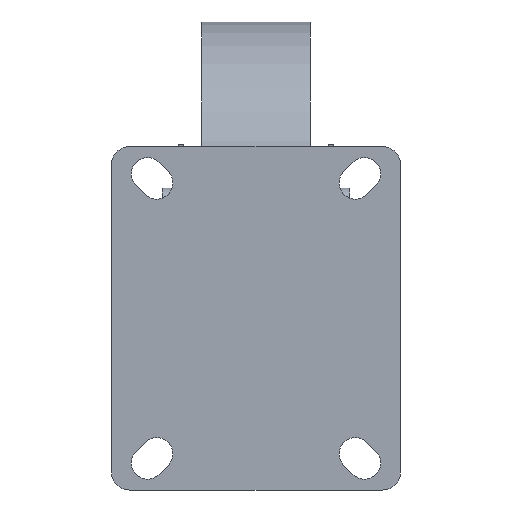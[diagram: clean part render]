
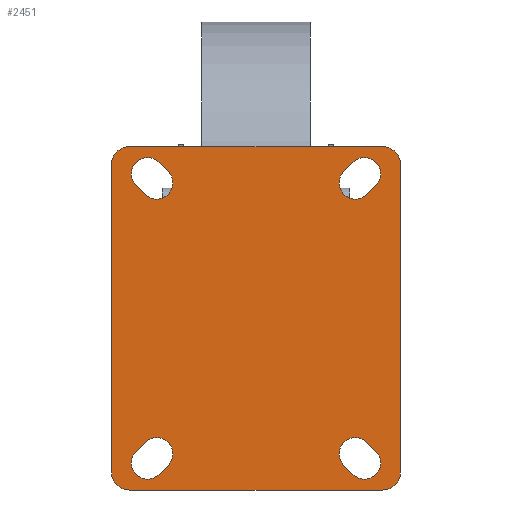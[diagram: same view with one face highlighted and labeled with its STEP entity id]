
A CAD part, front view. The second image highlights one B-rep face of the part: STEP entity #2451.
In plain terms, the highlighted planar face has unit normal (0, -1, 0).
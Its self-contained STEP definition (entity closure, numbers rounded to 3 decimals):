
#1150=CARTESIAN_POINT('',(30.,-2.,40.));
#1151=DIRECTION('',(0.,-1.,0.));
#1152=DIRECTION('',(0.707,0.,-0.707));
#1153=AXIS2_PLACEMENT_3D('',#1150,#1151,#1152);
#1158=DIRECTION('',(-0.707,0.,-0.707));
#1159=VECTOR('',#1158,3.536);
#1160=CARTESIAN_POINT('',(26.818,-2.,43.182));
#1161=LINE('',#1160,#1159);
#1165=CARTESIAN_POINT('',(27.5,-2.,37.5));
#1166=DIRECTION('',(0.,-1.,0.));
#1167=DIRECTION('',(-0.707,0.,0.707));
#1168=AXIS2_PLACEMENT_3D('',#1165,#1166,#1167);
#1173=DIRECTION('',(0.707,0.,0.707));
#1174=VECTOR('',#1173,3.536);
#1175=CARTESIAN_POINT('',(30.682,-2.,34.318));
#1176=LINE('',#1175,#1174);
#1180=CARTESIAN_POINT('',(-30.,-2.,40.));
#1181=DIRECTION('',(0.,-1.,0.));
#1182=DIRECTION('',(0.707,0.,0.707));
#1183=AXIS2_PLACEMENT_3D('',#1180,#1181,#1182);
#1188=DIRECTION('',(0.707,0.,-0.707));
#1189=VECTOR('',#1188,3.536);
#1190=CARTESIAN_POINT('',(-33.182,-2.,36.818));
#1191=LINE('',#1190,#1189);
#1195=CARTESIAN_POINT('',(-27.5,-2.,37.5));
#1196=DIRECTION('',(0.,-1.,0.));
#1197=DIRECTION('',(-0.707,0.,-0.707));
#1198=AXIS2_PLACEMENT_3D('',#1195,#1196,#1197);
#1203=DIRECTION('',(-0.707,0.,0.707));
#1204=VECTOR('',#1203,3.536);
#1205=CARTESIAN_POINT('',(-24.318,-2.,40.682));
#1206=LINE('',#1205,#1204);
#1210=DIRECTION('',(-0.707,0.,-0.707));
#1211=VECTOR('',#1210,3.536);
#1212=CARTESIAN_POINT('',(-30.682,-2.,-34.318));
#1213=LINE('',#1212,#1211);
#1217=CARTESIAN_POINT('',(-30.,-2.,-40.));
#1218=DIRECTION('',(0.,-1.,0.));
#1219=DIRECTION('',(-0.707,0.,0.707));
#1220=AXIS2_PLACEMENT_3D('',#1217,#1218,#1219);
#1225=DIRECTION('',(0.707,0.,0.707));
#1226=VECTOR('',#1225,3.536);
#1227=CARTESIAN_POINT('',(-26.818,-2.,-43.182));
#1228=LINE('',#1227,#1226);
#1232=CARTESIAN_POINT('',(-27.5,-2.,-37.5));
#1233=DIRECTION('',(0.,-1.,0.));
#1234=DIRECTION('',(0.707,0.,-0.707));
#1235=AXIS2_PLACEMENT_3D('',#1232,#1233,#1234);
#1240=CARTESIAN_POINT('',(30.,-2.,-40.));
#1241=DIRECTION('',(0.,-1.,0.));
#1242=DIRECTION('',(-0.707,0.,-0.707));
#1243=AXIS2_PLACEMENT_3D('',#1240,#1241,#1242);
#1248=DIRECTION('',(-0.707,0.,0.707));
#1249=VECTOR('',#1248,3.536);
#1250=CARTESIAN_POINT('',(33.182,-2.,-36.818));
#1251=LINE('',#1250,#1249);
#1255=CARTESIAN_POINT('',(27.5,-2.,-37.5));
#1256=DIRECTION('',(0.,-1.,0.));
#1257=DIRECTION('',(0.707,0.,0.707));
#1258=AXIS2_PLACEMENT_3D('',#1255,#1256,#1257);
#1263=DIRECTION('',(0.707,0.,-0.707));
#1264=VECTOR('',#1263,3.536);
#1265=CARTESIAN_POINT('',(24.318,-2.,-40.682));
#1266=LINE('',#1265,#1264);
#1270=CARTESIAN_POINT('',(35.,-2.,42.5));
#1271=DIRECTION('',(0.,-1.,0.));
#1272=DIRECTION('',(1.,0.,0.));
#1273=AXIS2_PLACEMENT_3D('',#1270,#1271,#1272);
#1278=DIRECTION('',(0.,0.,1.));
#1279=VECTOR('',#1278,85.);
#1280=CARTESIAN_POINT('',(40.,-2.,-42.5));
#1281=LINE('',#1280,#1279);
#1285=CARTESIAN_POINT('',(35.,-2.,-42.5));
#1286=DIRECTION('',(0.,-1.,0.));
#1287=DIRECTION('',(0.,0.,-1.));
#1288=AXIS2_PLACEMENT_3D('',#1285,#1286,#1287);
#1293=DIRECTION('',(1.,0.,0.));
#1294=VECTOR('',#1293,70.);
#1295=CARTESIAN_POINT('',(-35.,-2.,-47.5));
#1296=LINE('',#1295,#1294);
#1300=CARTESIAN_POINT('',(-35.,-2.,-42.5));
#1301=DIRECTION('',(0.,-1.,0.));
#1302=DIRECTION('',(-1.,0.,0.));
#1303=AXIS2_PLACEMENT_3D('',#1300,#1301,#1302);
#1308=DIRECTION('',(0.,0.,-1.));
#1309=VECTOR('',#1308,85.);
#1310=CARTESIAN_POINT('',(-40.,-2.,42.5));
#1311=LINE('',#1310,#1309);
#1315=CARTESIAN_POINT('',(-35.,-2.,42.5));
#1316=DIRECTION('',(0.,-1.,0.));
#1317=DIRECTION('',(0.,0.,1.));
#1318=AXIS2_PLACEMENT_3D('',#1315,#1316,#1317);
#1323=DIRECTION('',(-1.,0.,0.));
#1324=VECTOR('',#1323,70.);
#1325=CARTESIAN_POINT('',(35.,-2.,47.5));
#1326=LINE('',#1325,#1324);
#1583=CARTESIAN_POINT('',(40.,-2.,42.5));
#1584=VERTEX_POINT('',#1583);
#1585=CARTESIAN_POINT('',(35.,-2.,47.5));
#1586=VERTEX_POINT('',#1585);
#1591=CARTESIAN_POINT('',(-35.,-2.,47.5));
#1592=VERTEX_POINT('',#1591);
#1593=CARTESIAN_POINT('',(-40.,-2.,42.5));
#1594=VERTEX_POINT('',#1593);
#1599=CARTESIAN_POINT('',(-40.,-2.,-42.5));
#1600=VERTEX_POINT('',#1599);
#1601=CARTESIAN_POINT('',(-35.,-2.,-47.5));
#1602=VERTEX_POINT('',#1601);
#1607=CARTESIAN_POINT('',(35.,-2.,-47.5));
#1608=VERTEX_POINT('',#1607);
#1609=CARTESIAN_POINT('',(40.,-2.,-42.5));
#1610=VERTEX_POINT('',#1609);
#1611=CARTESIAN_POINT('',(33.182,-2.,36.818));
#1612=CARTESIAN_POINT('',(26.818,-2.,43.182));
#1613=VERTEX_POINT('',#1611);
#1614=VERTEX_POINT('',#1612);
#1615=CARTESIAN_POINT('',(24.318,-2.,40.682));
#1616=VERTEX_POINT('',#1615);
#1617=CARTESIAN_POINT('',(30.682,-2.,34.318));
#1618=VERTEX_POINT('',#1617);
#1619=CARTESIAN_POINT('',(-26.818,-2.,43.182));
#1620=CARTESIAN_POINT('',(-33.182,-2.,36.818));
#1621=VERTEX_POINT('',#1619);
#1622=VERTEX_POINT('',#1620);
#1623=CARTESIAN_POINT('',(-30.682,-2.,34.318));
#1624=VERTEX_POINT('',#1623);
#1625=CARTESIAN_POINT('',(-24.318,-2.,40.682));
#1626=VERTEX_POINT('',#1625);
#1627=CARTESIAN_POINT('',(-30.682,-2.,-34.318));
#1628=CARTESIAN_POINT('',(-33.182,-2.,-36.818));
#1629=VERTEX_POINT('',#1627);
#1630=VERTEX_POINT('',#1628);
#1631=CARTESIAN_POINT('',(-26.818,-2.,-43.182));
#1632=VERTEX_POINT('',#1631);
#1633=CARTESIAN_POINT('',(-24.318,-2.,-40.682));
#1634=VERTEX_POINT('',#1633);
#1635=CARTESIAN_POINT('',(26.818,-2.,-43.182));
#1636=CARTESIAN_POINT('',(33.182,-2.,-36.818));
#1637=VERTEX_POINT('',#1635);
#1638=VERTEX_POINT('',#1636);
#1639=CARTESIAN_POINT('',(30.682,-2.,-34.318));
#1640=VERTEX_POINT('',#1639);
#1641=CARTESIAN_POINT('',(24.318,-2.,-40.682));
#1642=VERTEX_POINT('',#1641);
#2389=CARTESIAN_POINT('',(0.,-2.,0.));
#2390=DIRECTION('',(0.,1.,0.));
#2391=DIRECTION('',(1.,0.,0.));
#2392=AXIS2_PLACEMENT_3D('',#2389,#2390,#2391);
#2393=PLANE('',#2392);
#2395=ORIENTED_EDGE('',*,*,#2394,.F.);
#2397=ORIENTED_EDGE('',*,*,#2396,.F.);
#2399=ORIENTED_EDGE('',*,*,#2398,.F.);
#2401=ORIENTED_EDGE('',*,*,#2400,.F.);
#2403=ORIENTED_EDGE('',*,*,#2402,.F.);
#2405=ORIENTED_EDGE('',*,*,#2404,.F.);
#2407=ORIENTED_EDGE('',*,*,#2406,.F.);
#2409=ORIENTED_EDGE('',*,*,#2408,.F.);
#2410=EDGE_LOOP('',(#2395,#2397,#2399,#2401,#2403,#2405,#2407,#2409));
#2411=FACE_OUTER_BOUND('',#2410,.F.);
#2413=ORIENTED_EDGE('',*,*,#2412,.T.);
#2415=ORIENTED_EDGE('',*,*,#2414,.T.);
#2417=ORIENTED_EDGE('',*,*,#2416,.T.);
#2419=ORIENTED_EDGE('',*,*,#2418,.T.);
#2420=EDGE_LOOP('',(#2413,#2415,#2417,#2419));
#2421=FACE_BOUND('',#2420,.F.);
#2423=ORIENTED_EDGE('',*,*,#2422,.T.);
#2425=ORIENTED_EDGE('',*,*,#2424,.T.);
#2427=ORIENTED_EDGE('',*,*,#2426,.T.);
#2429=ORIENTED_EDGE('',*,*,#2428,.T.);
#2430=EDGE_LOOP('',(#2423,#2425,#2427,#2429));
#2431=FACE_BOUND('',#2430,.F.);
#2433=ORIENTED_EDGE('',*,*,#2432,.T.);
#2435=ORIENTED_EDGE('',*,*,#2434,.T.);
#2437=ORIENTED_EDGE('',*,*,#2436,.T.);
#2439=ORIENTED_EDGE('',*,*,#2438,.T.);
#2440=EDGE_LOOP('',(#2433,#2435,#2437,#2439));
#2441=FACE_BOUND('',#2440,.F.);
#2442=ORIENTED_EDGE('',*,*,#2372,.T.);
#2444=ORIENTED_EDGE('',*,*,#2443,.T.);
#2446=ORIENTED_EDGE('',*,*,#2445,.T.);
#2448=ORIENTED_EDGE('',*,*,#2447,.T.);
#2449=EDGE_LOOP('',(#2442,#2444,#2446,#2448));
#2450=FACE_BOUND('',#2449,.F.);
#1154=CIRCLE('',#1153,4.5);
#1169=CIRCLE('',#1168,4.5);
#1184=CIRCLE('',#1183,4.5);
#1199=CIRCLE('',#1198,4.5);
#1221=CIRCLE('',#1220,4.5);
#1236=CIRCLE('',#1235,4.5);
#1244=CIRCLE('',#1243,4.5);
#1259=CIRCLE('',#1258,4.5);
#1274=CIRCLE('',#1273,5.);
#1289=CIRCLE('',#1288,5.);
#1304=CIRCLE('',#1303,5.);
#1319=CIRCLE('',#1318,5.);
#2372=EDGE_CURVE('',#1613,#1614,#1154,.T.);
#2394=EDGE_CURVE('',#1584,#1586,#1274,.T.);
#2396=EDGE_CURVE('',#1610,#1584,#1281,.T.);
#2398=EDGE_CURVE('',#1608,#1610,#1289,.T.);
#2400=EDGE_CURVE('',#1602,#1608,#1296,.T.);
#2402=EDGE_CURVE('',#1600,#1602,#1304,.T.);
#2404=EDGE_CURVE('',#1594,#1600,#1311,.T.);
#2406=EDGE_CURVE('',#1592,#1594,#1319,.T.);
#2408=EDGE_CURVE('',#1586,#1592,#1326,.T.);
#2412=EDGE_CURVE('',#1621,#1622,#1184,.T.);
#2414=EDGE_CURVE('',#1622,#1624,#1191,.T.);
#2416=EDGE_CURVE('',#1624,#1626,#1199,.T.);
#2418=EDGE_CURVE('',#1626,#1621,#1206,.T.);
#2422=EDGE_CURVE('',#1629,#1630,#1213,.T.);
#2424=EDGE_CURVE('',#1630,#1632,#1221,.T.);
#2426=EDGE_CURVE('',#1632,#1634,#1228,.T.);
#2428=EDGE_CURVE('',#1634,#1629,#1236,.T.);
#2432=EDGE_CURVE('',#1637,#1638,#1244,.T.);
#2434=EDGE_CURVE('',#1638,#1640,#1251,.T.);
#2436=EDGE_CURVE('',#1640,#1642,#1259,.T.);
#2438=EDGE_CURVE('',#1642,#1637,#1266,.T.);
#2443=EDGE_CURVE('',#1614,#1616,#1161,.T.);
#2445=EDGE_CURVE('',#1616,#1618,#1169,.T.);
#2447=EDGE_CURVE('',#1618,#1613,#1176,.T.);
#2451=ADVANCED_FACE('',(#2411,#2421,#2431,#2441,#2450),#2393,.F.);
